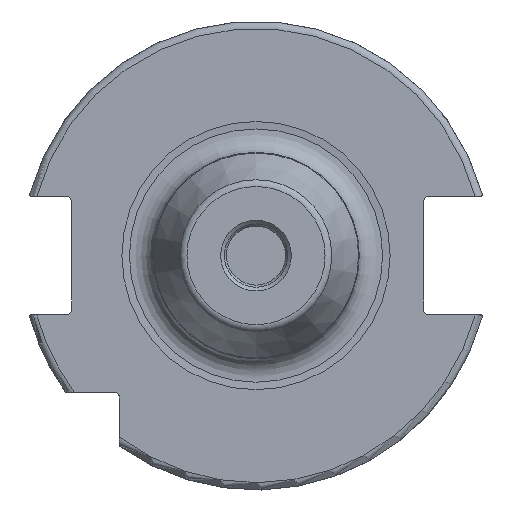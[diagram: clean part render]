
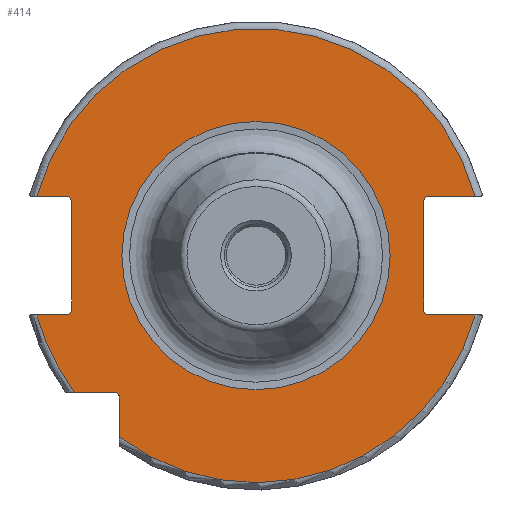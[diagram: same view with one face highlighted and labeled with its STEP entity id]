
A CAD part, left-side view. The second image highlights one B-rep face of the part: STEP entity #414.
In plain terms, the highlighted planar face has unit normal (-1, 0, 0).
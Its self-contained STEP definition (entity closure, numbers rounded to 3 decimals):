
#167=LINE('',#2696,#233);
#168=LINE('',#2701,#234);
#169=LINE('',#2705,#235);
#170=LINE('',#2709,#236);
#171=LINE('',#2713,#237);
#172=LINE('',#2717,#238);
#173=LINE('',#2721,#239);
#174=LINE('',#2725,#240);
#233=VECTOR('',#1884,1.);
#234=VECTOR('',#1887,1.);
#235=VECTOR('',#1890,1.);
#236=VECTOR('',#1893,1.);
#237=VECTOR('',#1896,1.);
#238=VECTOR('',#1899,1.);
#239=VECTOR('',#1902,1.);
#240=VECTOR('',#1905,1.);
#292=PLANE('',#1618);
#414=ADVANCED_FACE('',(#498,#499),#292,.F.);
#498=FACE_BOUND('',#563,.T.);
#499=FACE_BOUND('',#564,.T.);
#563=EDGE_LOOP('',(#774));
#564=EDGE_LOOP('',(#775,#776,#777,#778,#779,#780,#781,#782,#783,#784,#785,
#786,#787,#788,#789,#790));
#774=ORIENTED_EDGE('',*,*,#1338,.F.);
#775=ORIENTED_EDGE('',*,*,#1339,.T.);
#776=ORIENTED_EDGE('',*,*,#1340,.T.);
#777=ORIENTED_EDGE('',*,*,#1341,.T.);
#778=ORIENTED_EDGE('',*,*,#1342,.T.);
#779=ORIENTED_EDGE('',*,*,#1343,.T.);
#780=ORIENTED_EDGE('',*,*,#1344,.T.);
#781=ORIENTED_EDGE('',*,*,#1345,.T.);
#782=ORIENTED_EDGE('',*,*,#1346,.T.);
#783=ORIENTED_EDGE('',*,*,#1347,.T.);
#784=ORIENTED_EDGE('',*,*,#1348,.T.);
#785=ORIENTED_EDGE('',*,*,#1349,.T.);
#786=ORIENTED_EDGE('',*,*,#1350,.T.);
#787=ORIENTED_EDGE('',*,*,#1351,.T.);
#788=ORIENTED_EDGE('',*,*,#1352,.T.);
#789=ORIENTED_EDGE('',*,*,#1353,.T.);
#790=ORIENTED_EDGE('',*,*,#1354,.T.);
#1159=VERTEX_POINT('',#2695);
#1160=VERTEX_POINT('',#2697);
#1161=VERTEX_POINT('',#2698);
#1162=VERTEX_POINT('',#2700);
#1163=VERTEX_POINT('',#2702);
#1164=VERTEX_POINT('',#2704);
#1165=VERTEX_POINT('',#2706);
#1166=VERTEX_POINT('',#2708);
#1167=VERTEX_POINT('',#2710);
#1168=VERTEX_POINT('',#2712);
#1169=VERTEX_POINT('',#2714);
#1170=VERTEX_POINT('',#2716);
#1171=VERTEX_POINT('',#2718);
#1172=VERTEX_POINT('',#2720);
#1173=VERTEX_POINT('',#2722);
#1174=VERTEX_POINT('',#2724);
#1175=VERTEX_POINT('',#2726);
#1338=EDGE_CURVE('',#1159,#1159,#1489,.T.);
#1339=EDGE_CURVE('',#1160,#1161,#167,.T.);
#1340=EDGE_CURVE('',#1161,#1162,#1490,.T.);
#1341=EDGE_CURVE('',#1162,#1163,#168,.T.);
#1342=EDGE_CURVE('',#1163,#1164,#1491,.T.);
#1343=EDGE_CURVE('',#1164,#1165,#169,.T.);
#1344=EDGE_CURVE('',#1165,#1166,#1492,.T.);
#1345=EDGE_CURVE('',#1166,#1167,#170,.T.);
#1346=EDGE_CURVE('',#1167,#1168,#1493,.T.);
#1347=EDGE_CURVE('',#1168,#1169,#171,.T.);
#1348=EDGE_CURVE('',#1169,#1170,#1494,.T.);
#1349=EDGE_CURVE('',#1170,#1171,#172,.T.);
#1350=EDGE_CURVE('',#1171,#1172,#1495,.T.);
#1351=EDGE_CURVE('',#1172,#1173,#173,.T.);
#1352=EDGE_CURVE('',#1173,#1174,#1496,.T.);
#1353=EDGE_CURVE('',#1174,#1175,#174,.T.);
#1354=EDGE_CURVE('',#1175,#1160,#1497,.T.);
#1489=CIRCLE('',#1609,18.174);
#1490=CIRCLE('',#1610,0.8);
#1491=CIRCLE('',#1611,30.77);
#1492=CIRCLE('',#1612,0.8);
#1493=CIRCLE('',#1613,0.8);
#1494=CIRCLE('',#1614,30.77);
#1495=CIRCLE('',#1615,0.8);
#1496=CIRCLE('',#1616,0.8);
#1497=CIRCLE('',#1617,30.77);
#1609=AXIS2_PLACEMENT_3D('',#2694,#1882,#1883);
#1610=AXIS2_PLACEMENT_3D('',#2699,#1885,#1886);
#1611=AXIS2_PLACEMENT_3D('',#2703,#1888,#1889);
#1612=AXIS2_PLACEMENT_3D('',#2707,#1891,#1892);
#1613=AXIS2_PLACEMENT_3D('',#2711,#1894,#1895);
#1614=AXIS2_PLACEMENT_3D('',#2715,#1897,#1898);
#1615=AXIS2_PLACEMENT_3D('',#2719,#1900,#1901);
#1616=AXIS2_PLACEMENT_3D('',#2723,#1903,#1904);
#1617=AXIS2_PLACEMENT_3D('',#2727,#1906,#1907);
#1618=AXIS2_PLACEMENT_3D('',#2728,#1908,#1909);
#1882=DIRECTION('',(-1.,0.,0.));
#1883=DIRECTION('',(0.,0.,-1.));
#1884=DIRECTION('',(0.,-1.,0.));
#1885=DIRECTION('',(1.,0.,0.));
#1886=DIRECTION('',(0.,0.,-1.));
#1887=DIRECTION('',(0.,0.,-1.));
#1888=DIRECTION('',(-1.,0.,0.));
#1889=DIRECTION('',(0.,0.,-1.));
#1890=DIRECTION('',(0.,1.,0.));
#1891=DIRECTION('',(1.,0.,0.));
#1892=DIRECTION('',(0.,0.,-1.));
#1893=DIRECTION('',(0.,0.,1.));
#1894=DIRECTION('',(1.,0.,0.));
#1895=DIRECTION('',(0.,0.,-1.));
#1896=DIRECTION('',(0.,-1.,0.));
#1897=DIRECTION('',(-1.,0.,0.));
#1898=DIRECTION('',(0.,0.,-1.));
#1899=DIRECTION('',(0.,-1.,0.));
#1900=DIRECTION('',(1.,0.,0.));
#1901=DIRECTION('',(0.,0.,-1.));
#1902=DIRECTION('',(0.,0.,-1.));
#1903=DIRECTION('',(1.,0.,0.));
#1904=DIRECTION('',(0.,0.,-1.));
#1905=DIRECTION('',(0.,1.,0.));
#1906=DIRECTION('',(-1.,0.,0.));
#1907=DIRECTION('',(0.,0.,-1.));
#1908=DIRECTION('',(1.,0.,0.));
#1909=DIRECTION('',(0.,0.,-1.));
#2694=CARTESIAN_POINT('',(30.9,0.,0.));
#2695=CARTESIAN_POINT('',(30.9,0.,-18.174));
#2696=CARTESIAN_POINT('',(30.9,28.5,-18.5));
#2697=CARTESIAN_POINT('',(30.9,24.588,-18.5));
#2698=CARTESIAN_POINT('',(30.9,19.3,-18.5));
#2699=CARTESIAN_POINT('',(30.9,19.3,-19.3));
#2700=CARTESIAN_POINT('',(30.9,18.5,-19.3));
#2701=CARTESIAN_POINT('',(30.9,18.5,-18.5));
#2702=CARTESIAN_POINT('',(30.9,18.5,-24.588));
#2703=CARTESIAN_POINT('',(30.9,0.,0.));
#2704=CARTESIAN_POINT('',(30.9,-29.698,-8.05));
#2705=CARTESIAN_POINT('',(30.9,-32.7,-8.05));
#2706=CARTESIAN_POINT('',(30.9,-23.5,-8.05));
#2707=CARTESIAN_POINT('',(30.9,-23.5,-7.25));
#2708=CARTESIAN_POINT('',(30.9,-22.7,-7.25));
#2709=CARTESIAN_POINT('',(30.9,-22.7,-8.05));
#2710=CARTESIAN_POINT('',(30.9,-22.7,7.25));
#2711=CARTESIAN_POINT('',(30.9,-23.5,7.25));
#2712=CARTESIAN_POINT('',(30.9,-23.5,8.05));
#2713=CARTESIAN_POINT('',(30.9,-22.7,8.05));
#2714=CARTESIAN_POINT('',(30.9,-29.698,8.05));
#2715=CARTESIAN_POINT('',(30.9,0.,0.));
#2716=CARTESIAN_POINT('',(30.9,29.698,8.05));
#2717=CARTESIAN_POINT('',(30.9,35.,8.05));
#2718=CARTESIAN_POINT('',(30.9,25.8,8.05));
#2719=CARTESIAN_POINT('',(30.9,25.8,7.25));
#2720=CARTESIAN_POINT('',(30.9,25.,7.25));
#2721=CARTESIAN_POINT('',(30.9,25.,8.05));
#2722=CARTESIAN_POINT('',(30.9,25.,-7.25));
#2723=CARTESIAN_POINT('',(30.9,25.8,-7.25));
#2724=CARTESIAN_POINT('',(30.9,25.8,-8.05));
#2725=CARTESIAN_POINT('',(30.9,25.,-8.05));
#2726=CARTESIAN_POINT('',(30.9,29.698,-8.05));
#2727=CARTESIAN_POINT('',(30.9,0.,0.));
#2728=CARTESIAN_POINT('',(30.9,18.174,0.));
